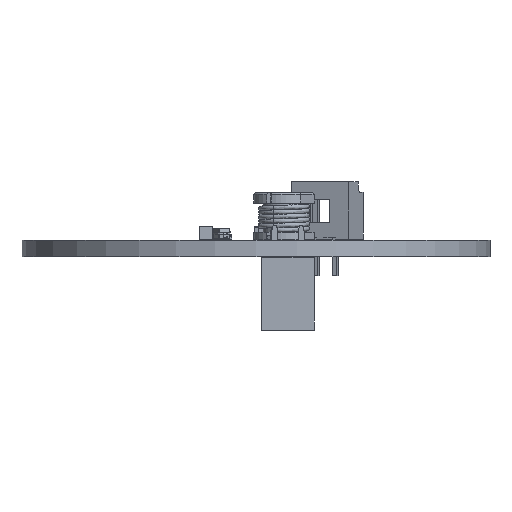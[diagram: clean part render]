
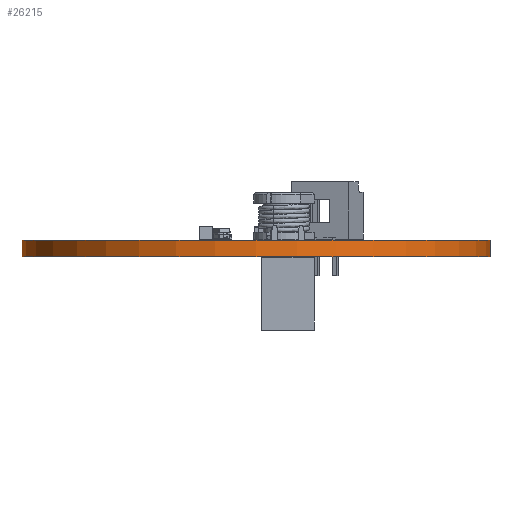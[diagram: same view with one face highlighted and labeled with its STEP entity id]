
A CAD part, front view. The second image highlights one B-rep face of the part: STEP entity #26215.
In plain terms, the highlighted cylindrical face has radius 22.5 mm (diameter 45 mm), a full revolution.
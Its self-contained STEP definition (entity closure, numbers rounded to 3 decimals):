
#26215 = ADVANCED_FACE('',(#26216),#26230,.T.);
#26216 = FACE_BOUND('',#26217,.F.);
#26217 = EDGE_LOOP('',(#26218,#26248,#26275,#26276));
#26218 = ORIENTED_EDGE('',*,*,#26219,.T.);
#26219 = EDGE_CURVE('',#26220,#26222,#26224,.T.);
#26220 = VERTEX_POINT('',#26221);
#26221 = CARTESIAN_POINT('',(22.5,0.,0.));
#26222 = VERTEX_POINT('',#26223);
#26223 = CARTESIAN_POINT('',(22.5,0.,1.6));
#26224 = SEAM_CURVE('',#26225,(#26229,#26241),.PCURVE_S1.);
#26225 = LINE('',#26226,#26227);
#26226 = CARTESIAN_POINT('',(22.5,0.,0.));
#26227 = VECTOR('',#26228,1.);
#26228 = DIRECTION('',(0.,0.,1.));
#26229 = PCURVE('',#26230,#26235);
#26230 = CYLINDRICAL_SURFACE('',#26231,22.5);
#26231 = AXIS2_PLACEMENT_3D('',#26232,#26233,#26234);
#26232 = CARTESIAN_POINT('',(0.,-0.,0.));
#26233 = DIRECTION('',(-0.,-0.,-1.));
#26234 = DIRECTION('',(1.,0.,-0.));
#26235 = DEFINITIONAL_REPRESENTATION('',(#26236),#26240);
#26236 = LINE('',#26237,#26238);
#26237 = CARTESIAN_POINT('',(-0.,0.));
#26238 = VECTOR('',#26239,1.);
#26239 = DIRECTION('',(-0.,-1.));
#26240 = ( GEOMETRIC_REPRESENTATION_CONTEXT(2) 
PARAMETRIC_REPRESENTATION_CONTEXT() REPRESENTATION_CONTEXT('2D SPACE',''
  ) );
#26241 = PCURVE('',#26230,#26242);
#26242 = DEFINITIONAL_REPRESENTATION('',(#26243),#26247);
#26243 = LINE('',#26244,#26245);
#26244 = CARTESIAN_POINT('',(-6.283,0.));
#26245 = VECTOR('',#26246,1.);
#26246 = DIRECTION('',(-0.,-1.));
#26247 = ( GEOMETRIC_REPRESENTATION_CONTEXT(2) 
PARAMETRIC_REPRESENTATION_CONTEXT() REPRESENTATION_CONTEXT('2D SPACE',''
  ) );
#26248 = ORIENTED_EDGE('',*,*,#26249,.T.);
#26249 = EDGE_CURVE('',#26222,#26222,#26250,.T.);
#26250 = SURFACE_CURVE('',#26251,(#26256,#26263),.PCURVE_S1.);
#26251 = CIRCLE('',#26252,22.5);
#26252 = AXIS2_PLACEMENT_3D('',#26253,#26254,#26255);
#26253 = CARTESIAN_POINT('',(0.,0.,1.6));
#26254 = DIRECTION('',(0.,0.,1.));
#26255 = DIRECTION('',(1.,0.,-0.));
#26256 = PCURVE('',#26230,#26257);
#26257 = DEFINITIONAL_REPRESENTATION('',(#26258),#26262);
#26258 = LINE('',#26259,#26260);
#26259 = CARTESIAN_POINT('',(-0.,-1.6));
#26260 = VECTOR('',#26261,1.);
#26261 = DIRECTION('',(-1.,0.));
#26262 = ( GEOMETRIC_REPRESENTATION_CONTEXT(2) 
PARAMETRIC_REPRESENTATION_CONTEXT() REPRESENTATION_CONTEXT('2D SPACE',''
  ) );
#26263 = PCURVE('',#26264,#26269);
#26264 = PLANE('',#26265);
#26265 = AXIS2_PLACEMENT_3D('',#26266,#26267,#26268);
#26266 = CARTESIAN_POINT('',(0.,0.,1.6)
  );
#26267 = DIRECTION('',(0.,0.,1.));
#26268 = DIRECTION('',(1.,0.,-0.));
#26269 = DEFINITIONAL_REPRESENTATION('',(#26270),#26274);
#26270 = CIRCLE('',#26271,22.5);
#26271 = AXIS2_PLACEMENT_2D('',#26272,#26273);
#26272 = CARTESIAN_POINT('',(0.,0.));
#26273 = DIRECTION('',(1.,0.));
#26274 = ( GEOMETRIC_REPRESENTATION_CONTEXT(2) 
PARAMETRIC_REPRESENTATION_CONTEXT() REPRESENTATION_CONTEXT('2D SPACE',''
  ) );
#26275 = ORIENTED_EDGE('',*,*,#26219,.F.);
#26276 = ORIENTED_EDGE('',*,*,#26277,.F.);
#26277 = EDGE_CURVE('',#26220,#26220,#26278,.T.);
#26278 = SURFACE_CURVE('',#26279,(#26284,#26291),.PCURVE_S1.);
#26279 = CIRCLE('',#26280,22.5);
#26280 = AXIS2_PLACEMENT_3D('',#26281,#26282,#26283);
#26281 = CARTESIAN_POINT('',(0.,-0.,0.));
#26282 = DIRECTION('',(0.,0.,1.));
#26283 = DIRECTION('',(1.,0.,-0.));
#26284 = PCURVE('',#26230,#26285);
#26285 = DEFINITIONAL_REPRESENTATION('',(#26286),#26290);
#26286 = LINE('',#26287,#26288);
#26287 = CARTESIAN_POINT('',(-0.,0.));
#26288 = VECTOR('',#26289,1.);
#26289 = DIRECTION('',(-1.,0.));
#26290 = ( GEOMETRIC_REPRESENTATION_CONTEXT(2) 
PARAMETRIC_REPRESENTATION_CONTEXT() REPRESENTATION_CONTEXT('2D SPACE',''
  ) );
#26291 = PCURVE('',#26292,#26297);
#26292 = PLANE('',#26293);
#26293 = AXIS2_PLACEMENT_3D('',#26294,#26295,#26296);
#26294 = CARTESIAN_POINT('',(0.,0.,0.)
  );
#26295 = DIRECTION('',(0.,0.,1.));
#26296 = DIRECTION('',(1.,0.,-0.));
#26297 = DEFINITIONAL_REPRESENTATION('',(#26298),#26302);
#26298 = CIRCLE('',#26299,22.5);
#26299 = AXIS2_PLACEMENT_2D('',#26300,#26301);
#26300 = CARTESIAN_POINT('',(0.,0.));
#26301 = DIRECTION('',(1.,0.));
#26302 = ( GEOMETRIC_REPRESENTATION_CONTEXT(2) 
PARAMETRIC_REPRESENTATION_CONTEXT() REPRESENTATION_CONTEXT('2D SPACE',''
  ) );
